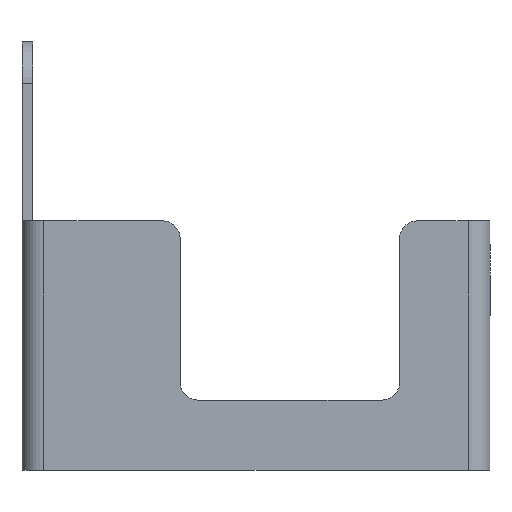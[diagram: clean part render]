
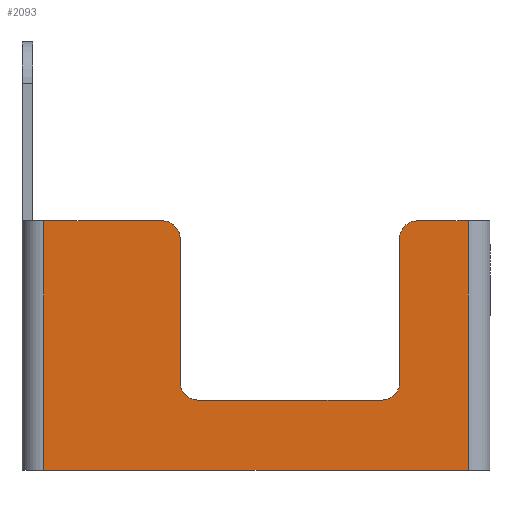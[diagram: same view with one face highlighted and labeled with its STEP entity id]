
A CAD part, left-side view. The second image highlights one B-rep face of the part: STEP entity #2093.
In plain terms, the highlighted planar face has unit normal (-1, 0, 0).
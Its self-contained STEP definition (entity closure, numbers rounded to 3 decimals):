
#16 = EDGE_CURVE ( 'NONE', #999, #1255, #396, .T. ) ;
#22 = ORIENTED_EDGE ( 'NONE', *, *, #16, .T. ) ;
#28 = CARTESIAN_POINT ( 'NONE',  ( 0., -19.1, 33. ) ) ;
#49 = VERTEX_POINT ( 'NONE', #2918 ) ;
#50 = AXIS2_PLACEMENT_3D ( 'NONE', #28, #2156, #2625 ) ;
#64 = CARTESIAN_POINT ( 'NONE',  ( 0., -2.2, 35.5 ) ) ;
#184 = EDGE_CURVE ( 'NONE', #1666, #2457, #2251, .T. ) ;
#256 = DIRECTION ( 'NONE',  ( 0., -1., 0. ) ) ;
#263 = CARTESIAN_POINT ( 'NONE',  ( 0., -2.2, 0. ) ) ;
#289 = EDGE_CURVE ( 'NONE', #3110, #1255, #2052, .T. ) ;
#315 = CIRCLE ( 'NONE', #580, 2.5 ) ;
#329 = ORIENTED_EDGE ( 'NONE', *, *, #2756, .T. ) ;
#349 = EDGE_CURVE ( 'NONE', #1179, #1893, #3124, .T. ) ;
#353 = ORIENTED_EDGE ( 'NONE', *, *, #3048, .T. ) ;
#369 = CARTESIAN_POINT ( 'NONE',  ( 0., -52.85, 33. ) ) ;
#374 = CIRCLE ( 'NONE', #2664, 2.5 ) ;
#396 = LINE ( 'NONE', #3258, #3338 ) ;
#455 = EDGE_CURVE ( 'NONE', #2457, #1179, #3125, .T. ) ;
#504 = FACE_OUTER_BOUND ( 'NONE', #1091, .T. ) ;
#539 = VERTEX_POINT ( 'NONE', #1115 ) ;
#545 = EDGE_CURVE ( 'NONE', #1893, #539, #315, .T. ) ;
#552 = DIRECTION ( 'NONE',  ( 0., 1., 0. ) ) ;
#580 = AXIS2_PLACEMENT_3D ( 'NONE', #2932, #618, #1646 ) ;
#586 = CARTESIAN_POINT ( 'NONE',  ( 0., -21.6, 0. ) ) ;
#618 = DIRECTION ( 'NONE',  ( 1., 0., 0. ) ) ;
#686 = CARTESIAN_POINT ( 'NONE',  ( 0., -62.6, 35.5 ) ) ;
#726 = DIRECTION ( 'NONE',  ( 0., 0., -1. ) ) ;
#829 = CARTESIAN_POINT ( 'NONE',  ( 0., -62.6, 0. ) ) ;
#862 = EDGE_CURVE ( 'NONE', #1697, #1666, #374, .T. ) ;
#928 = VERTEX_POINT ( 'NONE', #3325 ) ;
#962 = EDGE_CURVE ( 'NONE', #928, #999, #2605, .T. ) ;
#978 = CARTESIAN_POINT ( 'NONE',  ( 0., -55.35, 33. ) ) ;
#999 = VERTEX_POINT ( 'NONE', #1693 ) ;
#1009 = VECTOR ( 'NONE', #552, 1000. ) ;
#1012 = VERTEX_POINT ( 'NONE', #1180 ) ;
#1070 = AXIS2_PLACEMENT_3D ( 'NONE', #2153, #3218, #1929 ) ;
#1091 = EDGE_LOOP ( 'NONE', ( #329, #1347, #2809, #2524, #1826, #2628, #3033, #353, #2424, #22, #2192, #2174 ) ) ;
#1092 = LINE ( 'NONE', #829, #2732 ) ;
#1115 = CARTESIAN_POINT ( 'NONE',  ( 0., -21.6, 12.5 ) ) ;
#1124 = VECTOR ( 'NONE', #1820, 1000. ) ;
#1179 = VERTEX_POINT ( 'NONE', #2835 ) ;
#1180 = CARTESIAN_POINT ( 'NONE',  ( 0., -62.6, 0. ) ) ;
#1210 = EDGE_CURVE ( 'NONE', #49, #1697, #1224, .T. ) ;
#1224 = LINE ( 'NONE', #686, #2172 ) ;
#1255 = VERTEX_POINT ( 'NONE', #64 ) ;
#1347 = ORIENTED_EDGE ( 'NONE', *, *, #1210, .T. ) ;
#1502 = PLANE ( 'NONE',  #1894 ) ;
#1559 = CARTESIAN_POINT ( 'NONE',  ( 0., -62.6, 10. ) ) ;
#1597 = VECTOR ( 'NONE', #726, 1000. ) ;
#1646 = DIRECTION ( 'NONE',  ( 0., -1., 0. ) ) ;
#1666 = VERTEX_POINT ( 'NONE', #369 ) ;
#1693 = CARTESIAN_POINT ( 'NONE',  ( 0., -19.1, 35.5 ) ) ;
#1697 = VERTEX_POINT ( 'NONE', #1950 ) ;
#1820 = DIRECTION ( 'NONE',  ( 0., 0., 1. ) ) ;
#1826 = ORIENTED_EDGE ( 'NONE', *, *, #455, .T. ) ;
#1871 = CARTESIAN_POINT ( 'NONE',  ( 0., -24.1, 10. ) ) ;
#1893 = VERTEX_POINT ( 'NONE', #1871 ) ;
#1894 = AXIS2_PLACEMENT_3D ( 'NONE', #2877, #3120, #256 ) ;
#1916 = DIRECTION ( 'NONE',  ( 0., -1., 0. ) ) ;
#1929 = DIRECTION ( 'NONE',  ( 0., -1., 0. ) ) ;
#1949 = LINE ( 'NONE', #2176, #2734 ) ;
#1950 = CARTESIAN_POINT ( 'NONE',  ( 0., -55.35, 35.5 ) ) ;
#2005 = DIRECTION ( 'NONE',  ( 0., 0., 1. ) ) ;
#2038 = CARTESIAN_POINT ( 'NONE',  ( 0., -52.85, 0. ) ) ;
#2052 = LINE ( 'NONE', #263, #1124 ) ;
#2093 = ADVANCED_FACE ( 'NONE', ( #504 ), #1502, .T. ) ;
#2143 = DIRECTION ( 'NONE',  ( 0., 0., 1. ) ) ;
#2153 = CARTESIAN_POINT ( 'NONE',  ( 0., -50.35, 12.5 ) ) ;
#2156 = DIRECTION ( 'NONE',  ( -1., 0., 0. ) ) ;
#2157 = LINE ( 'NONE', #586, #3265 ) ;
#2172 = VECTOR ( 'NONE', #2768, 1000. ) ;
#2174 = ORIENTED_EDGE ( 'NONE', *, *, #3156, .T. ) ;
#2176 = CARTESIAN_POINT ( 'NONE',  ( 0., -26.251, 0. ) ) ;
#2192 = ORIENTED_EDGE ( 'NONE', *, *, #289, .F. ) ;
#2251 = LINE ( 'NONE', #2038, #1597 ) ;
#2385 = CARTESIAN_POINT ( 'NONE',  ( 0., -52.85, 12.5 ) ) ;
#2424 = ORIENTED_EDGE ( 'NONE', *, *, #962, .T. ) ;
#2457 = VERTEX_POINT ( 'NONE', #2385 ) ;
#2524 = ORIENTED_EDGE ( 'NONE', *, *, #184, .T. ) ;
#2605 = CIRCLE ( 'NONE', #50, 2.5 ) ;
#2625 = DIRECTION ( 'NONE',  ( 0., 0., 1. ) ) ;
#2628 = ORIENTED_EDGE ( 'NONE', *, *, #349, .T. ) ;
#2664 = AXIS2_PLACEMENT_3D ( 'NONE', #978, #2855, #2005 ) ;
#2704 = DIRECTION ( 'NONE',  ( 0., 1., 0. ) ) ;
#2731 = DIRECTION ( 'NONE',  ( 0., 0., 1. ) ) ;
#2732 = VECTOR ( 'NONE', #2731, 1000. ) ;
#2734 = VECTOR ( 'NONE', #1916, 1000. ) ;
#2756 = EDGE_CURVE ( 'NONE', #1012, #49, #1092, .T. ) ;
#2768 = DIRECTION ( 'NONE',  ( 0., 1., 0. ) ) ;
#2809 = ORIENTED_EDGE ( 'NONE', *, *, #862, .T. ) ;
#2835 = CARTESIAN_POINT ( 'NONE',  ( 0., -50.35, 10. ) ) ;
#2855 = DIRECTION ( 'NONE',  ( -1., 0., 0. ) ) ;
#2877 = CARTESIAN_POINT ( 'NONE',  ( 0., -62.6, 0. ) ) ;
#2918 = CARTESIAN_POINT ( 'NONE',  ( 0., -62.6, 35.5 ) ) ;
#2932 = CARTESIAN_POINT ( 'NONE',  ( 0., -24.1, 12.5 ) ) ;
#3033 = ORIENTED_EDGE ( 'NONE', *, *, #545, .T. ) ;
#3048 = EDGE_CURVE ( 'NONE', #539, #928, #2157, .T. ) ;
#3110 = VERTEX_POINT ( 'NONE', #3129 ) ;
#3120 = DIRECTION ( 'NONE',  ( -1., 0., 0. ) ) ;
#3124 = LINE ( 'NONE', #1559, #1009 ) ;
#3125 = CIRCLE ( 'NONE', #1070, 2.5 ) ;
#3129 = CARTESIAN_POINT ( 'NONE',  ( 0., -2.2, 0. ) ) ;
#3156 = EDGE_CURVE ( 'NONE', #3110, #1012, #1949, .T. ) ;
#3218 = DIRECTION ( 'NONE',  ( 1., 0., 0. ) ) ;
#3258 = CARTESIAN_POINT ( 'NONE',  ( 0., -62.6, 35.5 ) ) ;
#3265 = VECTOR ( 'NONE', #2143, 1000. ) ;
#3325 = CARTESIAN_POINT ( 'NONE',  ( 0., -21.6, 33. ) ) ;
#3338 = VECTOR ( 'NONE', #2704, 1000. ) ;
